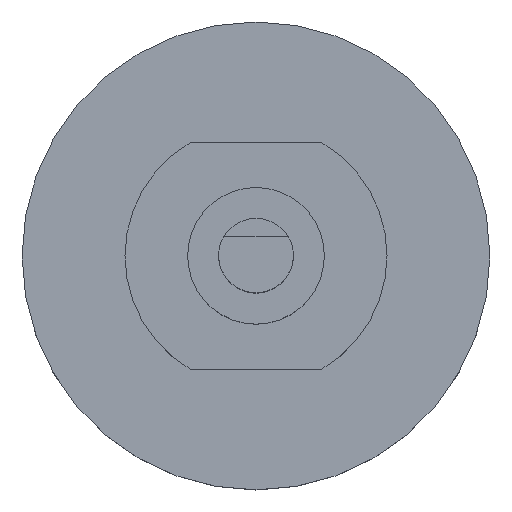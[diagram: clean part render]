
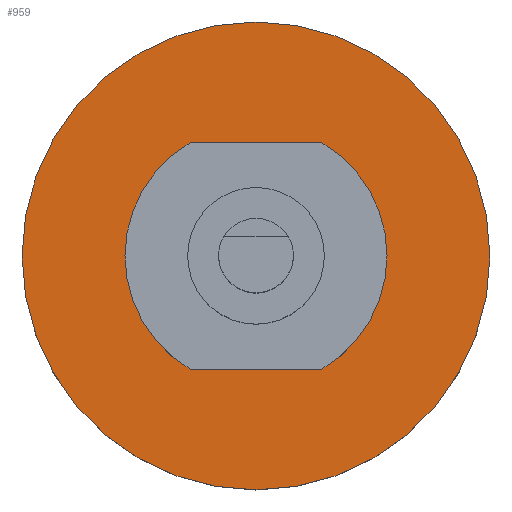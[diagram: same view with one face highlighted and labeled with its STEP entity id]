
A CAD part, top view. The second image highlights one B-rep face of the part: STEP entity #959.
In plain terms, the highlighted planar face has unit normal (0, 0, 1).
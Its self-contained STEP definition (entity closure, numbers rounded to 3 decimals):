
#36=FACE_BOUND('',#296,.T.);
#86=LINE('',#1786,#144);
#90=LINE('',#1797,#148);
#144=VECTOR('',#1305,10.);
#148=VECTOR('',#1317,10.);
#181=PLANE('',#1081);
#234=FACE_OUTER_BOUND('',#295,.T.);
#295=EDGE_LOOP('',(#834));
#296=EDGE_LOOP('',(#835,#836,#837,#838));
#343=CIRCLE('',#1068,7.);
#345=CIRCLE('',#1072,7.);
#349=CIRCLE('',#1080,12.5);
#456=VERTEX_POINT('',#1776);
#457=VERTEX_POINT('',#1777);
#460=VERTEX_POINT('',#1785);
#462=VERTEX_POINT('',#1791);
#466=VERTEX_POINT('',#1806);
#579=EDGE_CURVE('',#456,#457,#343,.T.);
#583=EDGE_CURVE('',#457,#460,#86,.T.);
#586=EDGE_CURVE('',#460,#462,#345,.T.);
#589=EDGE_CURVE('',#462,#456,#90,.T.);
#593=EDGE_CURVE('',#466,#466,#349,.T.);
#834=ORIENTED_EDGE('',*,*,#593,.T.);
#835=ORIENTED_EDGE('',*,*,#579,.T.);
#836=ORIENTED_EDGE('',*,*,#583,.T.);
#837=ORIENTED_EDGE('',*,*,#586,.T.);
#838=ORIENTED_EDGE('',*,*,#589,.T.);
#959=ADVANCED_FACE('',(#234,#36),#181,.T.);
#1068=AXIS2_PLACEMENT_3D('',#1778,#1297,#1298);
#1072=AXIS2_PLACEMENT_3D('',#1792,#1310,#1311);
#1080=AXIS2_PLACEMENT_3D('',#1807,#1329,#1330);
#1081=AXIS2_PLACEMENT_3D('',#1809,#1332,#1333);
#1297=DIRECTION('center_axis',(0.,0.,-1.));
#1298=DIRECTION('ref_axis',(-0.503,0.864,0.));
#1305=DIRECTION('',(1.,0.,0.));
#1310=DIRECTION('center_axis',(0.,0.,-1.));
#1311=DIRECTION('ref_axis',(0.503,-0.864,0.));
#1317=DIRECTION('',(-1.,0.,0.));
#1329=DIRECTION('center_axis',(0.,0.,1.));
#1330=DIRECTION('ref_axis',(1.,0.,0.));
#1332=DIRECTION('center_axis',(0.,0.,1.));
#1333=DIRECTION('ref_axis',(1.,0.,0.));
#1776=CARTESIAN_POINT('',(-3.521,-6.05,48.));
#1777=CARTESIAN_POINT('',(-3.521,6.05,48.));
#1778=CARTESIAN_POINT('Origin',(0.,0.,48.));
#1785=CARTESIAN_POINT('',(3.521,6.05,48.));
#1786=CARTESIAN_POINT('',(1.761,6.05,48.));
#1791=CARTESIAN_POINT('',(3.521,-6.05,48.));
#1792=CARTESIAN_POINT('Origin',(0.,0.,48.));
#1797=CARTESIAN_POINT('',(-1.761,-6.05,48.));
#1806=CARTESIAN_POINT('',(-12.5,0.,48.));
#1807=CARTESIAN_POINT('Origin',(0.,0.,48.));
#1809=CARTESIAN_POINT('Origin',(0.,0.,48.));
